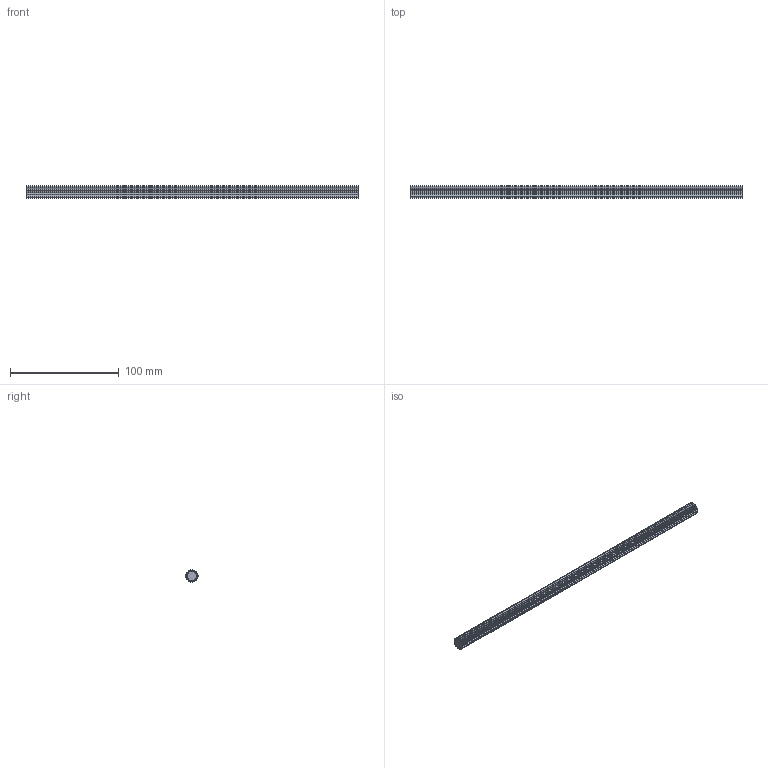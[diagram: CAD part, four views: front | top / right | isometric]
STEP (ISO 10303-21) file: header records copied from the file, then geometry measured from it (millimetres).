
FILE_DESCRIPTION (( 'STEP AP203' ), '1' );
FILE_NAME ('gs-20-0.6-17-1215.STEP', '2021-08-11T21:13:18', ( '' ), ( '' ), 'SwSTEP 2.0', 'SolidWorks 2021', '' );
FILE_SCHEMA (( 'CONFIG_CONTROL_DESIGN' ));
Length unit declared in the file: millimetre
Products named in the file (1): gs-20-0.6-17-1215
Bounding box: 304.8 x 11.33 x 11.37 mm (x, y, z)
Volume: 23808.2 mm3; surface area: 19893.1 mm2
Topology: 1 solids, 1 shells, 74 faces, 216 edges, 144 vertices
Faces by surface type: cylinder 72, plane 2
Entity records: 2621 total; most frequent: DIRECTION 510, CARTESIAN_POINT 435, ORIENTED_EDGE 432, AXIS2_PLACEMENT_3D 219, EDGE_CURVE 216, VERTEX_POINT 144, CIRCLE 144, ADVANCED_FACE 74
